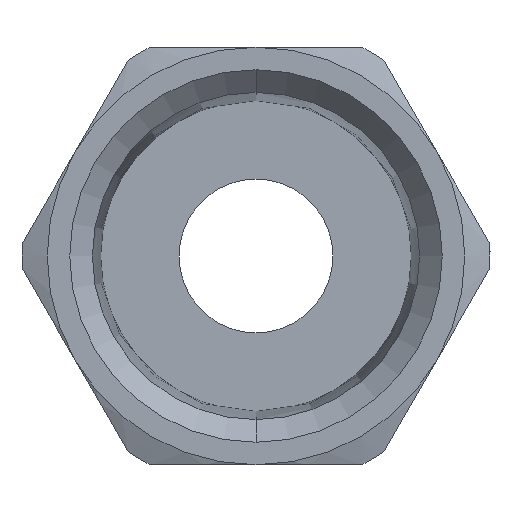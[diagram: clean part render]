
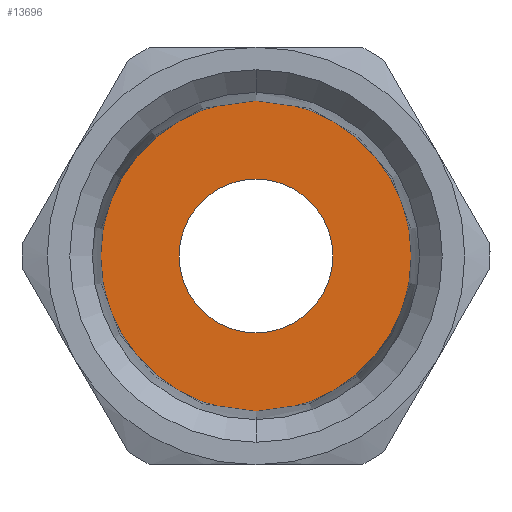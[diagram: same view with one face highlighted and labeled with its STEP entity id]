
A CAD part, front view. The second image highlights one B-rep face of the part: STEP entity #13696.
In plain terms, the highlighted planar face has unit normal (0, -1, 0).
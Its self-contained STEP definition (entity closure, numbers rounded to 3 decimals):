
#35 = AXIS2_PLACEMENT_3D ( 'NONE', #13791, #6855, #10231 ) ;
#198 = AXIS2_PLACEMENT_3D ( 'NONE', #13496, #3057, #13452 ) ;
#211 = FACE_OUTER_BOUND ( 'NONE', #4754, .T. ) ;
#244 = ORIENTED_EDGE ( 'NONE', *, *, #12532, .F. ) ;
#815 = DIRECTION ( 'NONE',  ( 0., 0., 1. ) ) ;
#1794 = EDGE_CURVE ( 'NONE', #6790, #4336, #3754, .T. ) ;
#3057 = DIRECTION ( 'NONE',  ( 0., -1., 0. ) ) ;
#3754 = CIRCLE ( 'NONE', #198, 7.069 ) ;
#3893 = AXIS2_PLACEMENT_3D ( 'NONE', #9010, #6522, #815 ) ;
#4336 = VERTEX_POINT ( 'NONE', #7222 ) ;
#4369 = PLANE ( 'NONE',  #3893 ) ;
#4421 = EDGE_LOOP ( 'NONE', ( #9442, #244 ) ) ;
#4754 = EDGE_LOOP ( 'NONE', ( #14413, #5313 ) ) ;
#5313 = ORIENTED_EDGE ( 'NONE', *, *, #6105, .T. ) ;
#5776 = FACE_BOUND ( 'NONE', #4421, .T. ) ;
#5959 = VERTEX_POINT ( 'NONE', #10633 ) ;
#6105 = EDGE_CURVE ( 'NONE', #4336, #6790, #10587, .T. ) ;
#6249 = CARTESIAN_POINT ( 'NONE',  ( 0., -11.5, 0. ) ) ;
#6474 = CARTESIAN_POINT ( 'NONE',  ( 0., -11.5, -7.069 ) ) ;
#6522 = DIRECTION ( 'NONE',  ( 0., 1., 0. ) ) ;
#6790 = VERTEX_POINT ( 'NONE', #6474 ) ;
#6855 = DIRECTION ( 'NONE',  ( 0., -1., 0. ) ) ;
#7050 = CIRCLE ( 'NONE', #12662, 3.5 ) ;
#7222 = CARTESIAN_POINT ( 'NONE',  ( 0., -11.5, 7.069 ) ) ;
#7990 = CIRCLE ( 'NONE', #35, 3.5 ) ;
#8565 = DIRECTION ( 'NONE',  ( 0., -1., 0. ) ) ;
#9010 = CARTESIAN_POINT ( 'NONE',  ( -3.535, -11.5, 0. ) ) ;
#9442 = ORIENTED_EDGE ( 'NONE', *, *, #12336, .F. ) ;
#9580 = DIRECTION ( 'NONE',  ( 0., 0., -1. ) ) ;
#10231 = DIRECTION ( 'NONE',  ( 0., 0., -1. ) ) ;
#10587 = CIRCLE ( 'NONE', #13906, 7.069 ) ;
#10633 = CARTESIAN_POINT ( 'NONE',  ( 0., -11.5, -3.5 ) ) ;
#11639 = VERTEX_POINT ( 'NONE', #14713 ) ;
#12104 = CARTESIAN_POINT ( 'NONE',  ( 0., -11.5, 0. ) ) ;
#12336 = EDGE_CURVE ( 'NONE', #5959, #11639, #7990, .T. ) ;
#12532 = EDGE_CURVE ( 'NONE', #11639, #5959, #7050, .T. ) ;
#12662 = AXIS2_PLACEMENT_3D ( 'NONE', #12104, #13062, #9580 ) ;
#13054 = DIRECTION ( 'NONE',  ( 0., 0., -1. ) ) ;
#13062 = DIRECTION ( 'NONE',  ( 0., -1., 0. ) ) ;
#13452 = DIRECTION ( 'NONE',  ( 0., 0., -1. ) ) ;
#13496 = CARTESIAN_POINT ( 'NONE',  ( 0., -11.5, 0. ) ) ;
#13696 = ADVANCED_FACE ( 'NONE', ( #5776, #211 ), #4369, .F. ) ;
#13791 = CARTESIAN_POINT ( 'NONE',  ( 0., -11.5, 0. ) ) ;
#13906 = AXIS2_PLACEMENT_3D ( 'NONE', #6249, #8565, #13054 ) ;
#14413 = ORIENTED_EDGE ( 'NONE', *, *, #1794, .T. ) ;
#14713 = CARTESIAN_POINT ( 'NONE',  ( 0., -11.5, 3.5 ) ) ;
